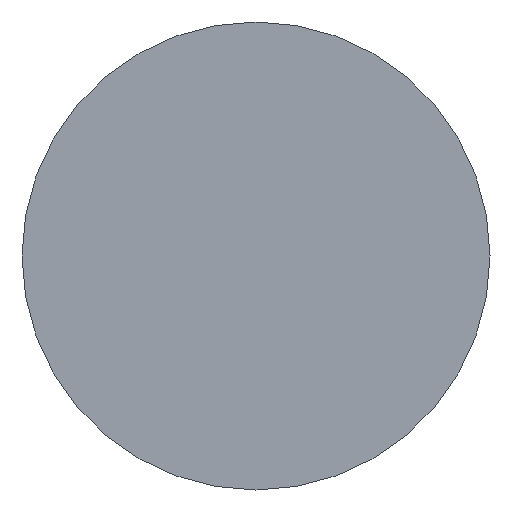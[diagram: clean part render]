
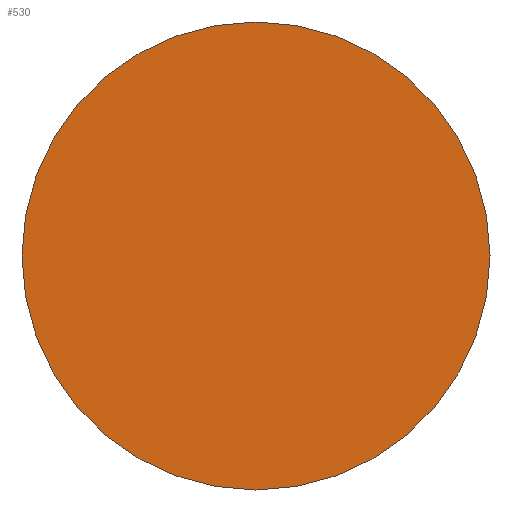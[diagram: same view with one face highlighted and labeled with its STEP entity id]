
A CAD part, front view. The second image highlights one B-rep face of the part: STEP entity #530.
In plain terms, the highlighted planar face has unit normal (0, -1, 0).
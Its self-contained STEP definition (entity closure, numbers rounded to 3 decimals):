
#62=PLANE('',#610);
#95=FACE_OUTER_BOUND('',#131,.T.);
#131=EDGE_LOOP('',(#451,#452));
#189=CIRCLE('',#611,17.5);
#190=CIRCLE('',#612,17.5);
#243=VERTEX_POINT('',#970);
#244=VERTEX_POINT('',#971);
#317=EDGE_CURVE('',#243,#244,#189,.T.);
#318=EDGE_CURVE('',#244,#243,#190,.T.);
#451=ORIENTED_EDGE('',*,*,#317,.F.);
#452=ORIENTED_EDGE('',*,*,#318,.F.);
#530=ADVANCED_FACE('',(#95),#62,.T.);
#610=AXIS2_PLACEMENT_3D('',#969,#751,#752);
#611=AXIS2_PLACEMENT_3D('',#972,#753,#754);
#612=AXIS2_PLACEMENT_3D('',#973,#755,#756);
#751=DIRECTION('center_axis',(0.,-1.,0.));
#752=DIRECTION('ref_axis',(0.,0.,-1.));
#753=DIRECTION('center_axis',(0.,1.,0.));
#754=DIRECTION('ref_axis',(-1.,0.,0.));
#755=DIRECTION('center_axis',(0.,1.,0.));
#756=DIRECTION('ref_axis',(-1.,0.,0.));
#969=CARTESIAN_POINT('Origin',(-8.75,0.,0.));
#970=CARTESIAN_POINT('',(-17.5,0.,0.));
#971=CARTESIAN_POINT('',(0.,0.,-17.5));
#972=CARTESIAN_POINT('Origin',(0.,0.,0.));
#973=CARTESIAN_POINT('Origin',(0.,0.,0.));
